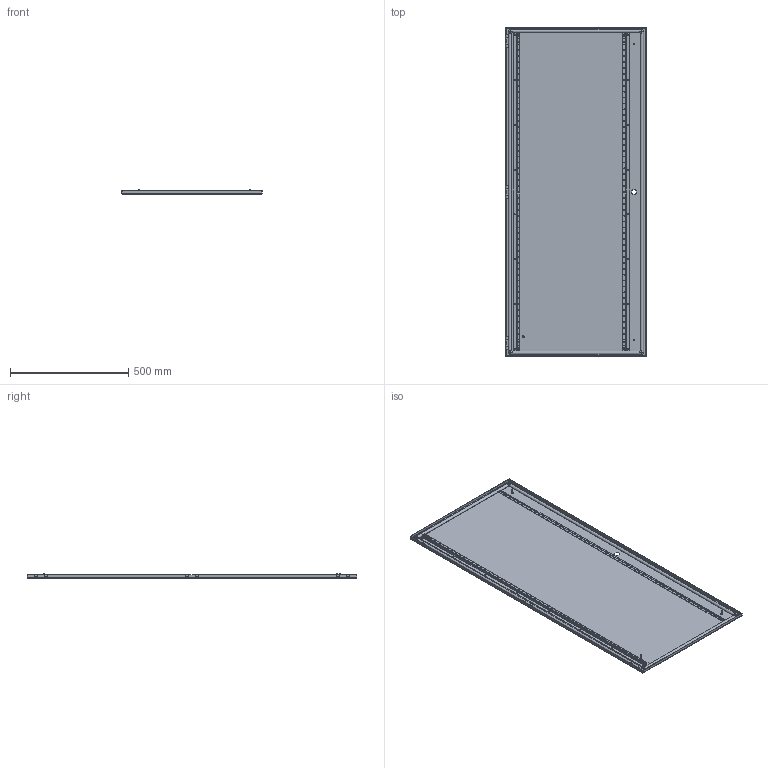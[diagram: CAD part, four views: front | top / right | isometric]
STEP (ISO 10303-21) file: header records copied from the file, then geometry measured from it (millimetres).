
FILE_DESCRIPTION(/* description */ (''),/* implementation_level */ '2;1');
FILE_NAME(/* name */ 'PO14060.stp',/* time_stamp */ '2021-06-21T12:56:11+02:00',/* author */ (''),/* organization */ (''),/* preprocessor_version */ 'ST-DEVELOPER v16.7',/* originating_system */ 'SIEMENS PLM Software NX 12.0',/* authorisation */ '');
FILE_SCHEMA (('AP203_CONFIGURATION_CONTROLLED_3D_DESIGN_OF_MECHANICAL_PARTS_AND_ASSEMBLIES_MIM_LF { 1 0 10303 403 2 1 2}'));
Length unit declared in the file: millimetre
Products named in the file (1): PO14060
Bounding box: 596.5 x 1395 x 17.5 mm (x, y, z)
Volume: 1786618.3 mm3; surface area: 2112763.7 mm2
Topology: 10 solids, 10 shells, 366 faces, 982 edges, 631 vertices
Faces by surface type: cylinder 210, plane 125, bspline 21, cone 6, torus 4
Full cylindrical faces by diameter (mm): 3.5 x106, 5 x16, 7 x7
Entity records: 23805 total; most frequent: CARTESIAN_POINT 14196, DIRECTION 1887, ORIENTED_EDGE 1666, EDGE_CURVE 833, AXIS2_PLACEMENT_3D 763, EDGE_LOOP 762, VERTEX_POINT 625, FACE_BOUND 546
